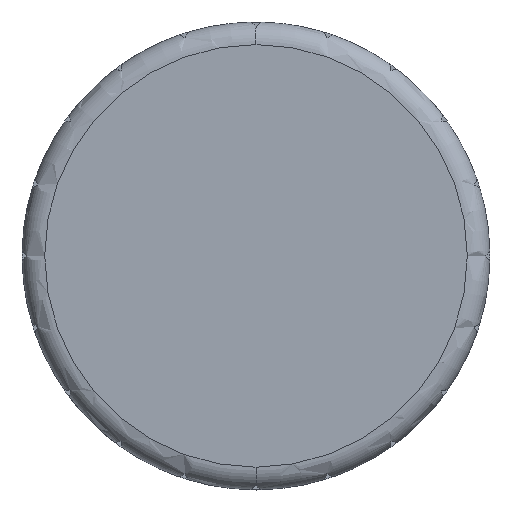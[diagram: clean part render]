
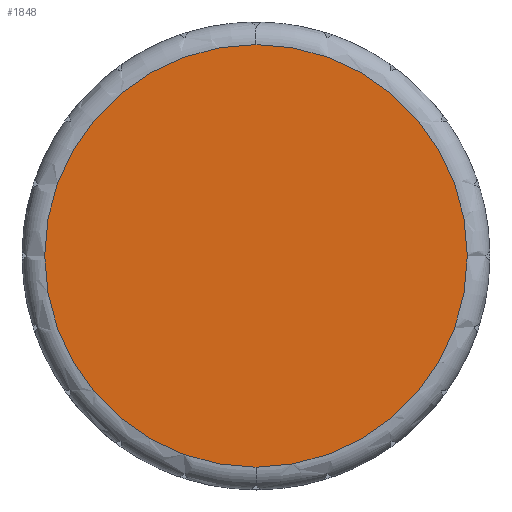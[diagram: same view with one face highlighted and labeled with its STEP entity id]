
A CAD part, top view. The second image highlights one B-rep face of the part: STEP entity #1848.
In plain terms, the highlighted planar face has unit normal (0, 0, 1).
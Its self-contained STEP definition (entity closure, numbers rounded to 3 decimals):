
#954=EDGE_CURVE('',#1022,#984,#2313,.T.);
#984=VERTEX_POINT('',#2348);
#1006=EDGE_CURVE('',#1098,#1022,#2371,.T.);
#1022=VERTEX_POINT('',#2389);
#1098=VERTEX_POINT('',#2471);
#1728=EDGE_CURVE('',#984,#1098,#3160,.T.);
#1848=ADVANCED_FACE('',(#3293),#3294,.T.);
#2313=CIRCLE('',#4027,14.0);
#2348=CARTESIAN_POINT('',(0.,-14.0,40.0));
#2371=CIRCLE('',#4124,14.0);
#2389=CARTESIAN_POINT('',(14.0,0.,40.0));
#2471=CARTESIAN_POINT('',(0.,14.0,40.0));
#3160=CIRCLE('',#5518,14.0);
#3293=FACE_OUTER_BOUND('',#5793,.T.);
#3294=PLANE('',#5794);
#4027=AXIS2_PLACEMENT_3D('',#6421,#6422,#6423);
#4124=AXIS2_PLACEMENT_3D('',#6515,#6516,#6517);
#5518=AXIS2_PLACEMENT_3D('',#7417,#7418,#7419);
#5793=EDGE_LOOP('',(#7565,#7566,#7567));
#5794=AXIS2_PLACEMENT_3D('',#7568,#7569,#7570);
#6421=CARTESIAN_POINT('',(0.0,0.,40.0));
#6422=DIRECTION('',(0.0,0.,-1.0));
#6423=DIRECTION('',(1.0,0.0,0.0));
#6515=CARTESIAN_POINT('',(0.0,0.,40.0));
#6516=DIRECTION('',(0.0,0.,-1.0));
#6517=DIRECTION('',(1.0,0.0,0.0));
#7417=CARTESIAN_POINT('',(0.0,0.,40.0));
#7418=DIRECTION('',(0.0,0.,-1.0));
#7419=DIRECTION('',(1.0,0.0,0.0));
#7565=ORIENTED_EDGE('',*,*,#954,.F.);
#7566=ORIENTED_EDGE('',*,*,#1006,.F.);
#7567=ORIENTED_EDGE('',*,*,#1728,.F.);
#7568=CARTESIAN_POINT('',(7.0,0.,40.0));
#7569=DIRECTION('',(0.0,0.,1.0));
#7570=DIRECTION('',(-1.0,0.0,0.0));
